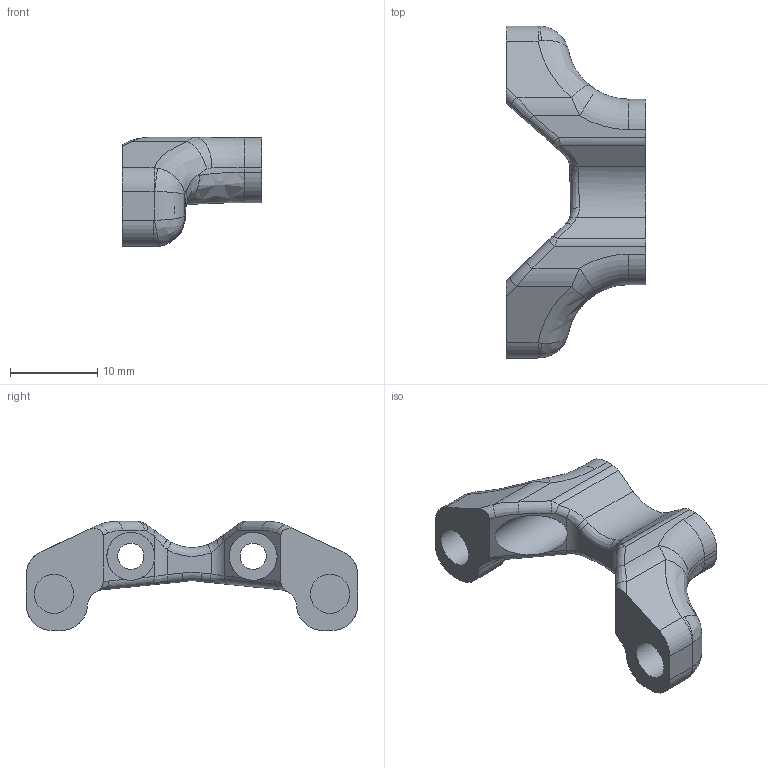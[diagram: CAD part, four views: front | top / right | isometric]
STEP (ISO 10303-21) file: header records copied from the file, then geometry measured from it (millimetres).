
FILE_DESCRIPTION(/* description */ ('STEP AP242','CAx-IF Rec.Pracs.---Representation and Presentation of Product Manufacturing Information (PMI)---4.0---2014-10-13','CAx-IF Rec.Pracs.---3D Tessellated Geometry---0.4---2014-09-14','2;1'),/* implementation_level */ '2;1');
FILE_NAME(/* name */ '6799c226d1bb70674c5c3eb3',/* time_stamp */ '2025-01-29T05:52:38Z',/* author */ (''),/* organization */ (''),/* preprocessor_version */ 'ST-DEVELOPER v20',/* originating_system */ 'ONSHAPE BY PTC INC, 1.192',/* authorisation */ ' ');
FILE_SCHEMA (('AP242_MANAGED_MODEL_BASED_3D_ENGINEERING_MIM_LF { 1 0 10303 442 1 1 4 }'));
Length unit declared in the file: metre
Products named in the file (1): Beacon Mount
Bounding box: 16 x 38 x 12.5 mm (x, y, z)
Volume: 1934.1 mm3; surface area: 1965.7 mm2
Topology: 1 solids, 1 shells, 105 faces, 263 edges, 156 vertices
Faces by surface type: cylinder 42, bspline 34, plane 25, torus 4
Full cylindrical faces by diameter (mm): 3 x2, 4.5 x2, 5.5 x2
Entity records: 3525 total; most frequent: CARTESIAN_POINT 1220, ORIENTED_EDGE 494, DIRECTION 457, EDGE_CURVE 247, AXIS2_PLACEMENT_3D 187, VERTEX_POINT 152, EDGE_LOOP 117, FACE_BOUND 117
